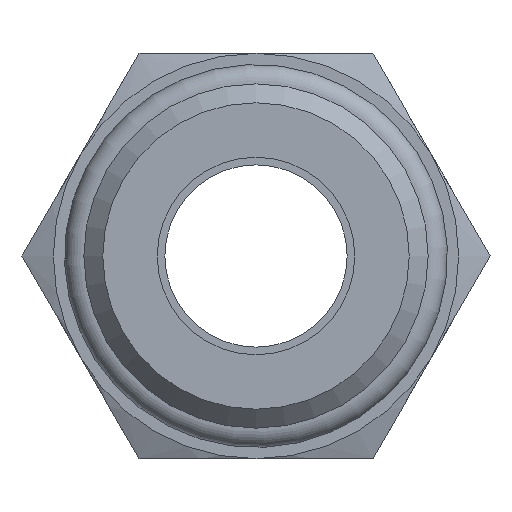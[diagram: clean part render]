
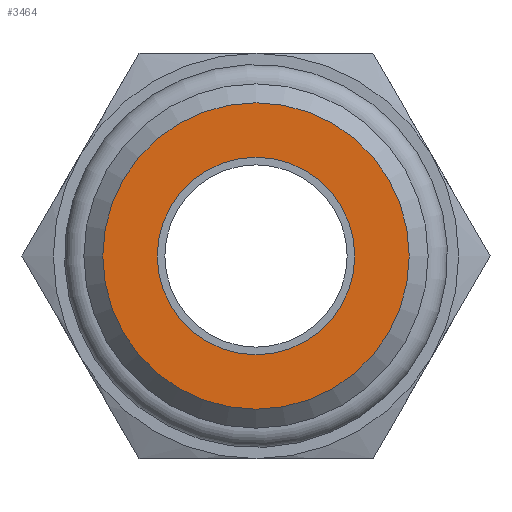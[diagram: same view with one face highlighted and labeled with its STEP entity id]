
A CAD part, left-side view. The second image highlights one B-rep face of the part: STEP entity #3464.
In plain terms, the highlighted planar face has unit normal (-1, 0, 0).
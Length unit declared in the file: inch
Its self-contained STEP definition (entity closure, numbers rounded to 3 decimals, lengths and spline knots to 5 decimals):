
#3170=CARTESIAN_POINT('',(-0.59,-0.3045,0.));
#3171=VERTEX_POINT('',#3170);
#3172=CARTESIAN_POINT('',(-0.59,0.,0.));
#3173=DIRECTION('',(1.0,0.0,0.0));
#3174=DIRECTION('',(0.0,1.0,0.0));
#3175=AXIS2_PLACEMENT_3D('',#3172,#3173,#3174);
#3176=CIRCLE('',#3175,0.3045);
#3177=EDGE_CURVE('',#3171,#3171,#3176,.T.);
#3438=CARTESIAN_POINT('',(-0.59,0.,0.4725));
#3439=VERTEX_POINT('',#3438);
#3440=CARTESIAN_POINT('',(-0.59,0.,0.));
#3441=DIRECTION('',(1.0,0.0,0.0));
#3442=DIRECTION('',(0.0,0.0,-1.0));
#3443=AXIS2_PLACEMENT_3D('',#3440,#3441,#3442);
#3444=CIRCLE('',#3443,0.4725);
#3445=EDGE_CURVE('',#3439,#3439,#3444,.T.);
#3453=CARTESIAN_POINT('',(-0.59,0.,0.));
#3454=DIRECTION('',(1.0,0.0,0.0));
#3455=DIRECTION('',(0.0,0.0,-1.0));
#3456=AXIS2_PLACEMENT_3D('',#3453,#3454,#3455);
#3457=PLANE('',#3456);
#3458=ORIENTED_EDGE('',*,*,#3445,.F.);
#3459=EDGE_LOOP('',(#3458));
#3460=FACE_OUTER_BOUND('',#3459,.T.);
#3461=ORIENTED_EDGE('',*,*,#3177,.T.);
#3462=EDGE_LOOP('',(#3461));
#3463=FACE_BOUND('',#3462,.T.);
#3464=ADVANCED_FACE('',(#3460,#3463),#3457,.F.);
